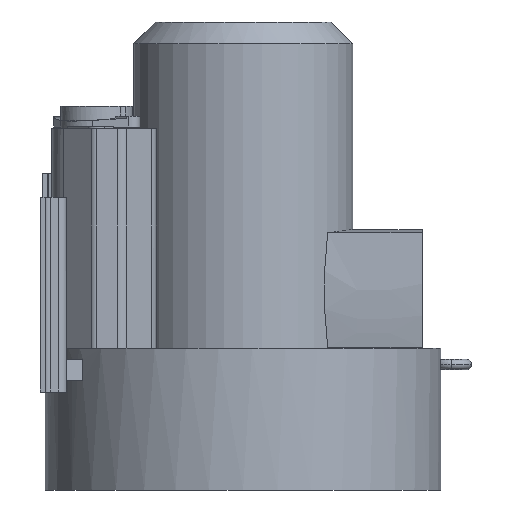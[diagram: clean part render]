
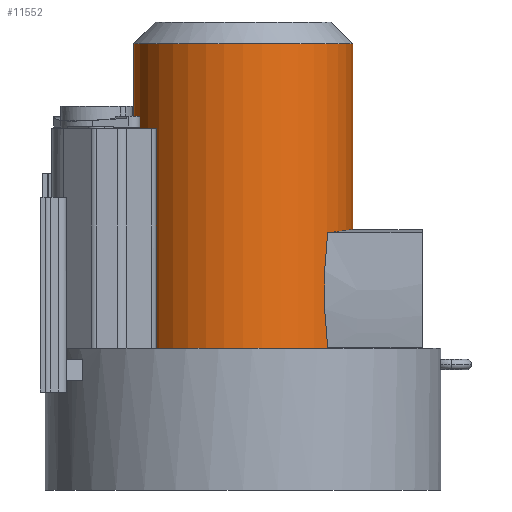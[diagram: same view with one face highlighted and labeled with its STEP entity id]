
A CAD part, front view. The second image highlights one B-rep face of the part: STEP entity #11552.
In plain terms, the highlighted cylindrical face has radius 101.25 mm (diameter 202.5 mm), a partial arc.
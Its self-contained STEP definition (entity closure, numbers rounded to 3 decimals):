
#160 = DIRECTION ( 'NONE',  ( 0., 0., -1. ) ) ;
#254 = CARTESIAN_POINT ( 'NONE',  ( 101.25, 0., 371.7 ) ) ;
#552 = ORIENTED_EDGE ( 'NONE', *, *, #13317, .F. ) ;
#1050 = AXIS2_PLACEMENT_3D ( 'NONE', #13057, #11804, #1493 ) ;
#1493 = DIRECTION ( 'NONE',  ( 1., 0., 0. ) ) ;
#1591 = CARTESIAN_POINT ( 'NONE',  ( 0., 0., 90. ) ) ;
#1919 = CARTESIAN_POINT ( 'NONE',  ( -101.25, 0., 371.7 ) ) ;
#3087 = DIRECTION ( 'NONE',  ( 1., 0., 0. ) ) ;
#4025 = DIRECTION ( 'NONE',  ( 1., 0., 0. ) ) ;
#4104 = EDGE_CURVE ( 'NONE', #13942, #4213, #5414, .T. ) ;
#4213 = VERTEX_POINT ( 'NONE', #1919 ) ;
#4325 = CARTESIAN_POINT ( 'NONE',  ( 101.25, 0., 90. ) ) ;
#4561 = EDGE_CURVE ( 'NONE', #11241, #4213, #12110, .T. ) ;
#4562 = VERTEX_POINT ( 'NONE', #4325 ) ;
#5414 = CIRCLE ( 'NONE', #7543, 101.25 ) ;
#6365 = CARTESIAN_POINT ( 'NONE',  ( 0., 0., 371.7 ) ) ;
#6418 = VECTOR ( 'NONE', #13784, 1000. ) ;
#7456 = AXIS2_PLACEMENT_3D ( 'NONE', #1591, #13230, #3087 ) ;
#7543 = AXIS2_PLACEMENT_3D ( 'NONE', #6365, #160, #4025 ) ;
#8121 = CYLINDRICAL_SURFACE ( 'NONE', #1050, 101.25 ) ;
#8487 = ORIENTED_EDGE ( 'NONE', *, *, #4104, .T. ) ;
#8691 = LINE ( 'NONE', #9779, #6418 ) ;
#9132 = FACE_OUTER_BOUND ( 'NONE', #12479, .T. ) ;
#9154 = VECTOR ( 'NONE', #13368, 1000. ) ;
#9779 = CARTESIAN_POINT ( 'NONE',  ( 101.25, 0., 90. ) ) ;
#10609 = CARTESIAN_POINT ( 'NONE',  ( -101.25, 0., 90. ) ) ;
#11241 = VERTEX_POINT ( 'NONE', #12601 ) ;
#11552 = ADVANCED_FACE ( 'NONE', ( #9132 ), #8121, .T. ) ;
#11648 = ORIENTED_EDGE ( 'NONE', *, *, #4561, .F. ) ;
#11804 = DIRECTION ( 'NONE',  ( 0., 0., 1. ) ) ;
#12110 = LINE ( 'NONE', #10609, #9154 ) ;
#12479 = EDGE_LOOP ( 'NONE', ( #11648, #552, #13854, #8487 ) ) ;
#12601 = CARTESIAN_POINT ( 'NONE',  ( -101.25, 0., 90. ) ) ;
#13057 = CARTESIAN_POINT ( 'NONE',  ( 0., 0., 90. ) ) ;
#13230 = DIRECTION ( 'NONE',  ( 0., 0., -1. ) ) ;
#13317 = EDGE_CURVE ( 'NONE', #4562, #11241, #16526, .T. ) ;
#13368 = DIRECTION ( 'NONE',  ( 0., 0., 1. ) ) ;
#13784 = DIRECTION ( 'NONE',  ( 0., 0., 1. ) ) ;
#13854 = ORIENTED_EDGE ( 'NONE', *, *, #15578, .T. ) ;
#13942 = VERTEX_POINT ( 'NONE', #254 ) ;
#15578 = EDGE_CURVE ( 'NONE', #4562, #13942, #8691, .T. ) ;
#16526 = CIRCLE ( 'NONE', #7456, 101.25 ) ;
